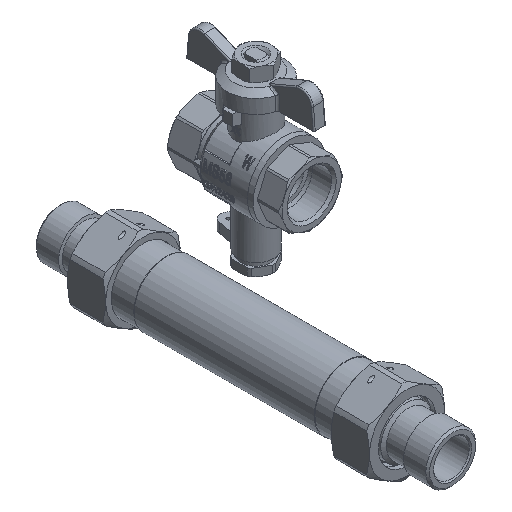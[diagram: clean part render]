
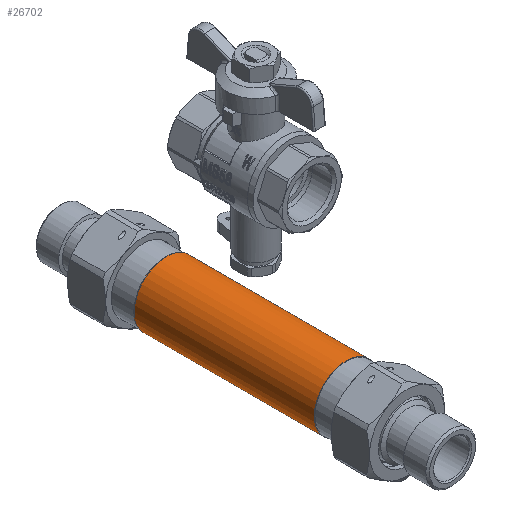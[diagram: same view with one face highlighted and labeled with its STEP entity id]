
A CAD part, isometric view. The second image highlights one B-rep face of the part: STEP entity #26702.
In plain terms, the highlighted cylindrical face has radius 13.45 mm (diameter 26.9 mm), a full revolution.
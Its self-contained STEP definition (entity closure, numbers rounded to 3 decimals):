
#4974=ORIENTED_EDGE('',*,*,#11178,.T.);
#4975=ORIENTED_EDGE('',*,*,#11179,.F.);
#11178=EDGE_CURVE('',#14280,#14280,#16382,.T.);
#11179=EDGE_CURVE('',#14281,#14281,#16383,.T.);
#14280=VERTEX_POINT('',#37871);
#14281=VERTEX_POINT('',#37873);
#16382=CIRCLE('',#27933,13.45);
#16383=CIRCLE('',#27934,13.45);
#16889=EDGE_LOOP('',(#4974));
#16890=EDGE_LOOP('',(#4975));
#18232=FACE_BOUND('',#16889,.T.);
#18233=FACE_BOUND('',#16890,.T.);
#19576=CYLINDRICAL_SURFACE('',#27932,13.45);
#26702=ADVANCED_FACE('',(#18232,#18233),#19576,.T.);
#27932=AXIS2_PLACEMENT_3D('',#37869,#30830,#30831);
#27933=AXIS2_PLACEMENT_3D('',#37870,#30832,#30833);
#27934=AXIS2_PLACEMENT_3D('',#37872,#30834,#30835);
#30830=DIRECTION('',(0.,1.,0.));
#30831=DIRECTION('',(0.,0.,1.));
#30832=DIRECTION('',(0.,1.,0.));
#30833=DIRECTION('',(1.,0.,0.));
#30834=DIRECTION('',(0.,1.,0.));
#30835=DIRECTION('',(0.,0.,-1.));
#37869=CARTESIAN_POINT('',(0.,-55.,0.));
#37870=CARTESIAN_POINT('',(0.,-38.,0.));
#37871=CARTESIAN_POINT('',(13.45,-38.,0.));
#37872=CARTESIAN_POINT('',(0.,38.,0.));
#37873=CARTESIAN_POINT('',(0.,38.,-13.45));
